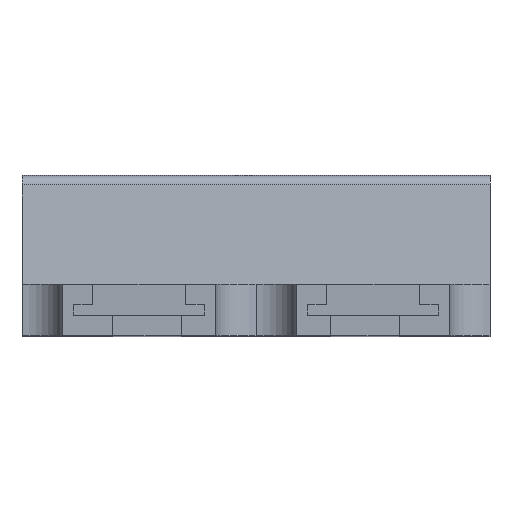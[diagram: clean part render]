
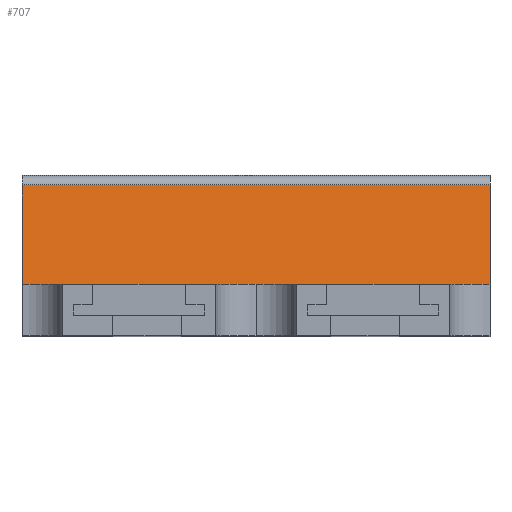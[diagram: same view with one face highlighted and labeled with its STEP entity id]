
A CAD part, top view. The second image highlights one B-rep face of the part: STEP entity #707.
In plain terms, the highlighted planar face has unit normal (0, 0.166, 0.986).
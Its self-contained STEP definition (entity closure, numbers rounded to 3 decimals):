
#47 = LINE ( 'NONE', #4881, #645 ) ;
#132 = VECTOR ( 'NONE', #4836, 1000. ) ;
#224 = CARTESIAN_POINT ( 'NONE',  ( 1.02, 0.101, 0.601 ) ) ;
#343 = CARTESIAN_POINT ( 'NONE',  ( 1.02, 0.225, 0.58 ) ) ;
#413 = DIRECTION ( 'NONE',  ( 1., 0., 0. ) ) ;
#645 = VECTOR ( 'NONE', #413, 1000. ) ;
#707 = ADVANCED_FACE ( 'NONE', ( #1959 ), #4770, .F. ) ;
#1011 = VERTEX_POINT ( 'NONE', #3423 ) ;
#1572 = LINE ( 'NONE', #6451, #3523 ) ;
#1654 = AXIS2_PLACEMENT_3D ( 'NONE', #3148, #1655, #3773 ) ;
#1655 = DIRECTION ( 'NONE',  ( 0., -0.166, -0.986 ) ) ;
#1959 = FACE_OUTER_BOUND ( 'NONE', #3579, .T. ) ;
#2104 = ORIENTED_EDGE ( 'NONE', *, *, #3222, .T. ) ;
#2599 = CARTESIAN_POINT ( 'NONE',  ( -1.02, 0.101, 0.601 ) ) ;
#3032 = EDGE_CURVE ( 'NONE', #1011, #4916, #5345, .T. ) ;
#3148 = CARTESIAN_POINT ( 'NONE',  ( 1.02, 0.101, 0.601 ) ) ;
#3222 = EDGE_CURVE ( 'NONE', #5215, #4916, #47, .T. ) ;
#3326 = EDGE_CURVE ( 'NONE', #4938, #5215, #6325, .T. ) ;
#3354 = VECTOR ( 'NONE', #4027, 1000. ) ;
#3423 = CARTESIAN_POINT ( 'NONE',  ( 1.02, 0.658, 0.507 ) ) ;
#3523 = VECTOR ( 'NONE', #4763, 1000. ) ;
#3579 = EDGE_LOOP ( 'NONE', ( #4713, #2104, #4870, #5767 ) ) ;
#3773 = DIRECTION ( 'NONE',  ( 0., 0.986, -0.166 ) ) ;
#4027 = DIRECTION ( 'NONE',  ( 0., -0.986, 0.166 ) ) ;
#4126 = CARTESIAN_POINT ( 'NONE',  ( -1.02, 0.658, 0.507 ) ) ;
#4713 = ORIENTED_EDGE ( 'NONE', *, *, #3326, .T. ) ;
#4763 = DIRECTION ( 'NONE',  ( -1., 0., 0. ) ) ;
#4770 = PLANE ( 'NONE',  #1654 ) ;
#4836 = DIRECTION ( 'NONE',  ( 0., -0.986, 0.166 ) ) ;
#4870 = ORIENTED_EDGE ( 'NONE', *, *, #3032, .F. ) ;
#4881 = CARTESIAN_POINT ( 'NONE',  ( 1.02, 0.225, 0.58 ) ) ;
#4916 = VERTEX_POINT ( 'NONE', #343 ) ;
#4938 = VERTEX_POINT ( 'NONE', #4126 ) ;
#5215 = VERTEX_POINT ( 'NONE', #6516 ) ;
#5345 = LINE ( 'NONE', #224, #3354 ) ;
#5767 = ORIENTED_EDGE ( 'NONE', *, *, #6699, .T. ) ;
#6325 = LINE ( 'NONE', #2599, #132 ) ;
#6451 = CARTESIAN_POINT ( 'NONE',  ( 1.02, 0.658, 0.507 ) ) ;
#6516 = CARTESIAN_POINT ( 'NONE',  ( -1.02, 0.225, 0.58 ) ) ;
#6699 = EDGE_CURVE ( 'NONE', #1011, #4938, #1572, .T. ) ;
